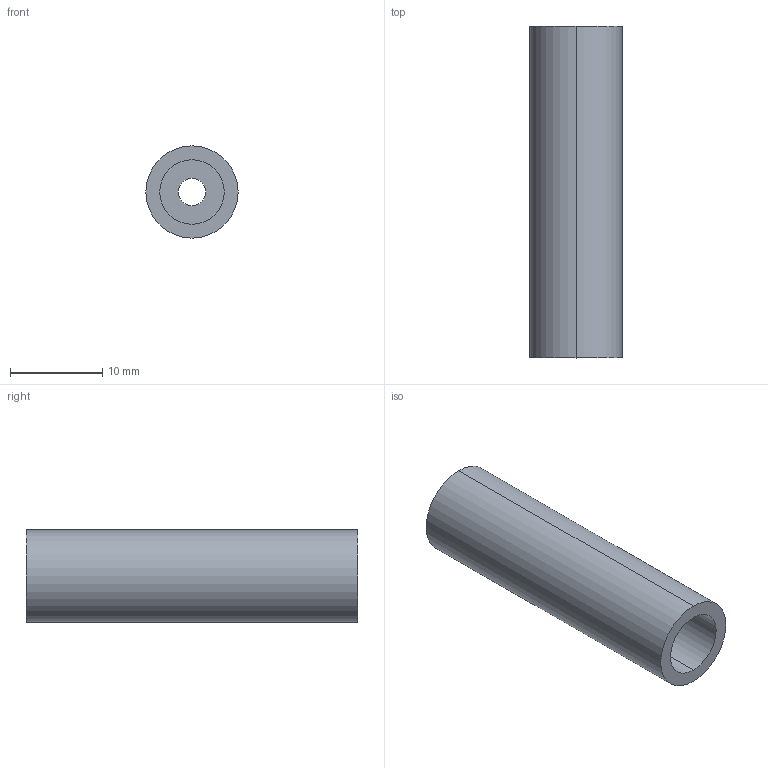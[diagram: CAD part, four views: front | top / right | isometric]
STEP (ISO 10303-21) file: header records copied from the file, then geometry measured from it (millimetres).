
FILE_DESCRIPTION (( 'STEP AP203' ), '1' );
FILE_NAME ('1911-0024-0036.STEP', '2017-03-31T15:03:19', ( '' ), ( '' ), 'SwSTEP 2.0', 'SolidWorks 2016', '' );
FILE_SCHEMA (( 'CONFIG_CONTROL_DESIGN' ));
Length unit declared in the file: millimetre
Products named in the file (1): 1911-0024-0036
Bounding box: 10 x 36 x 10 mm (x, y, z)
Volume: 1523.7 mm3; surface area: 2073.4 mm2
Topology: 1 solids, 1 shells, 61 faces, 168 edges, 112 vertices
Faces by surface type: plane 53, cylinder 8
Entity records: 1999 total; most frequent: CARTESIAN_POINT 342, ORIENTED_EDGE 336, DIRECTION 308, EDGE_CURVE 168, VECTOR 152, LINE 152, VERTEX_POINT 112, AXIS2_PLACEMENT_3D 78
